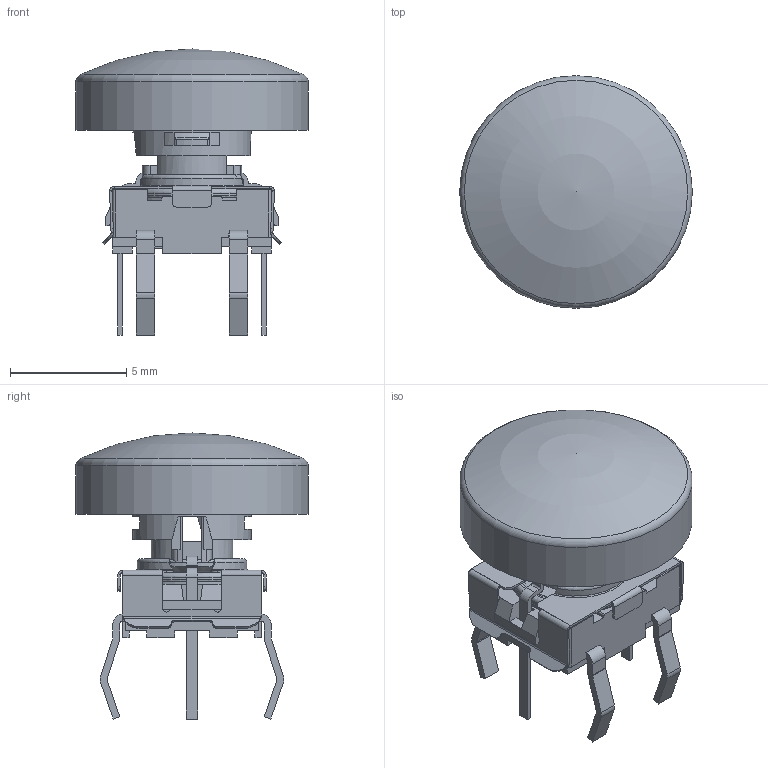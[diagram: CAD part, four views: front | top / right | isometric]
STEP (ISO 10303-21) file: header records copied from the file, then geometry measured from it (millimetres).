
FILE_DESCRIPTION(/* description */ (''),/* implementation_level */ '2;1');
FILE_NAME(/* name */ 'TL6215VFxxxNBT.stp',/* time_stamp */ '2025-06-04T12:44:27-05:00',/* author */ ('mroman'),/* organization */ (''),/* preprocessor_version */ 'ST-DEVELOPER v18.1',/* originating_system */ 'Autodesk Inventor 2022',/* authorisation */ '');
FILE_SCHEMA (('AUTOMOTIVE_DESIGN { 1 0 10303 214 3 1 1 }'));
Length unit declared in the file: centimetre
Products named in the file (1): TL6215VFxxxNBT
Bounding box: 10 x 10 x 12.3 mm (x, y, z)
Volume: 159.2 mm3; surface area: 953.9 mm2
Topology: 1 solids, 762 shells, 792 faces, 4006 edges, 3974 vertices
Faces by surface type: plane 528, cylinder 165, bspline 56, torus 33, cone 7, sphere 3
Full cylindrical faces by diameter (mm): 2.8 x1, 5.1 x1, 8.2 x1, 10 x1
Entity records: 46396 total; most frequent: CARTESIAN_POINT 14144, DIRECTION 6105, ORIENTED_EDGE 4094, EDGE_CURVE 4004, VERTEX_POINT 3974, LINE 2945, VECTOR 2945, AXIS2_PLACEMENT_3D 1580
